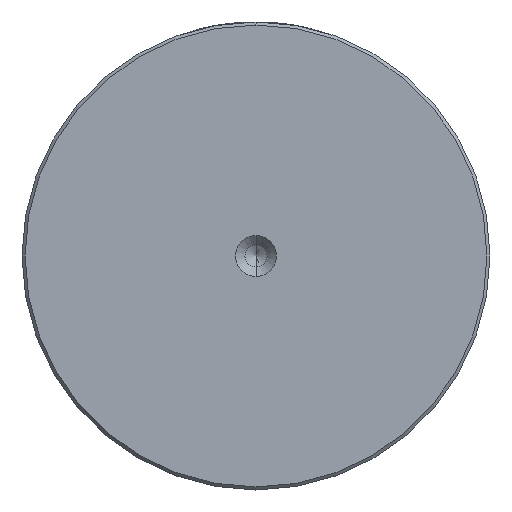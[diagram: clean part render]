
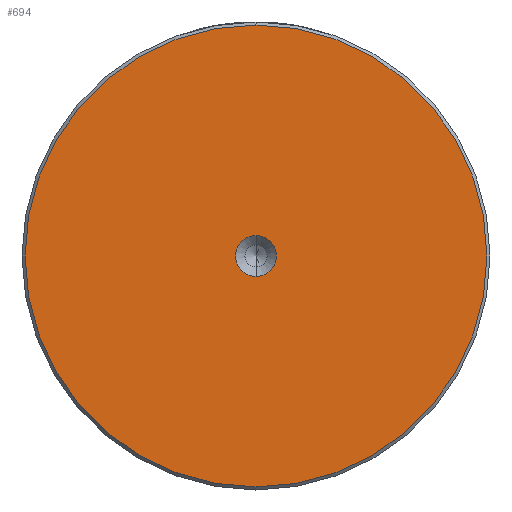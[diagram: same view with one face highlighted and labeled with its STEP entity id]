
A CAD part, left-side view. The second image highlights one B-rep face of the part: STEP entity #694.
In plain terms, the highlighted planar face has unit normal (-1, 0, 0).
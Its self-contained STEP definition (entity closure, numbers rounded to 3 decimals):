
#22 = DIRECTION ( 'NONE',  ( 0., 0., 1. ) ) ;
#27 = AXIS2_PLACEMENT_3D ( 'NONE', #141, #58, #22 ) ;
#58 = DIRECTION ( 'NONE',  ( -1., 0., 0. ) ) ;
#113 = DIRECTION ( 'NONE',  ( -1., 0., 0. ) ) ;
#134 = EDGE_CURVE ( 'NONE', #181, #2579, #901, .T. ) ;
#141 = CARTESIAN_POINT ( 'NONE',  ( 0., 0., 0. ) ) ;
#181 = VERTEX_POINT ( 'NONE', #1349 ) ;
#206 = ORIENTED_EDGE ( 'NONE', *, *, #134, .F. ) ;
#254 = CARTESIAN_POINT ( 'NONE',  ( 0., 0., 37.5 ) ) ;
#434 = EDGE_LOOP ( 'NONE', ( #206, #1013 ) ) ;
#547 = EDGE_CURVE ( 'NONE', #2579, #181, #1364, .T. ) ;
#694 = ADVANCED_FACE ( 'NONE', ( #3159, #3234 ), #2370, .T. ) ;
#779 = CIRCLE ( 'NONE', #2472, 37.5 ) ;
#793 = AXIS2_PLACEMENT_3D ( 'NONE', #2568, #1067, #2823 ) ;
#901 = CIRCLE ( 'NONE', #2465, 3.3 ) ;
#1013 = ORIENTED_EDGE ( 'NONE', *, *, #547, .F. ) ;
#1067 = DIRECTION ( 'NONE',  ( -1., 0., 0. ) ) ;
#1160 = DIRECTION ( 'NONE',  ( -1., 0., 0. ) ) ;
#1217 = EDGE_CURVE ( 'NONE', #1924, #2445, #2841, .T. ) ;
#1317 = CARTESIAN_POINT ( 'NONE',  ( 0., 0., -3.3 ) ) ;
#1349 = CARTESIAN_POINT ( 'NONE',  ( 0., 0., 3.3 ) ) ;
#1364 = CIRCLE ( 'NONE', #27, 3.3 ) ;
#1365 = EDGE_CURVE ( 'NONE', #2445, #1924, #779, .T. ) ;
#1376 = DIRECTION ( 'NONE',  ( 0., 0., 1. ) ) ;
#1586 = DIRECTION ( 'NONE',  ( 0., 0., 1. ) ) ;
#1610 = DIRECTION ( 'NONE',  ( -1., 0., 0. ) ) ;
#1634 = CARTESIAN_POINT ( 'NONE',  ( 0., 0., 0. ) ) ;
#1924 = VERTEX_POINT ( 'NONE', #254 ) ;
#2174 = EDGE_LOOP ( 'NONE', ( #2307, #2793 ) ) ;
#2282 = CARTESIAN_POINT ( 'NONE',  ( 0., 0., -37.5 ) ) ;
#2307 = ORIENTED_EDGE ( 'NONE', *, *, #1365, .T. ) ;
#2370 = PLANE ( 'NONE',  #2540 ) ;
#2445 = VERTEX_POINT ( 'NONE', #2282 ) ;
#2465 = AXIS2_PLACEMENT_3D ( 'NONE', #1634, #1610, #1586 ) ;
#2472 = AXIS2_PLACEMENT_3D ( 'NONE', #2674, #1160, #2921 ) ;
#2540 = AXIS2_PLACEMENT_3D ( 'NONE', #2619, #113, #1376 ) ;
#2568 = CARTESIAN_POINT ( 'NONE',  ( 0., 0., 0. ) ) ;
#2579 = VERTEX_POINT ( 'NONE', #1317 ) ;
#2619 = CARTESIAN_POINT ( 'NONE',  ( 0., 0., 0. ) ) ;
#2674 = CARTESIAN_POINT ( 'NONE',  ( 0., 0., 0. ) ) ;
#2793 = ORIENTED_EDGE ( 'NONE', *, *, #1217, .T. ) ;
#2823 = DIRECTION ( 'NONE',  ( 0., 0., 1. ) ) ;
#2841 = CIRCLE ( 'NONE', #793, 37.5 ) ;
#2921 = DIRECTION ( 'NONE',  ( 0., 0., 1. ) ) ;
#3159 = FACE_OUTER_BOUND ( 'NONE', #2174, .T. ) ;
#3234 = FACE_BOUND ( 'NONE', #434, .T. ) ;
